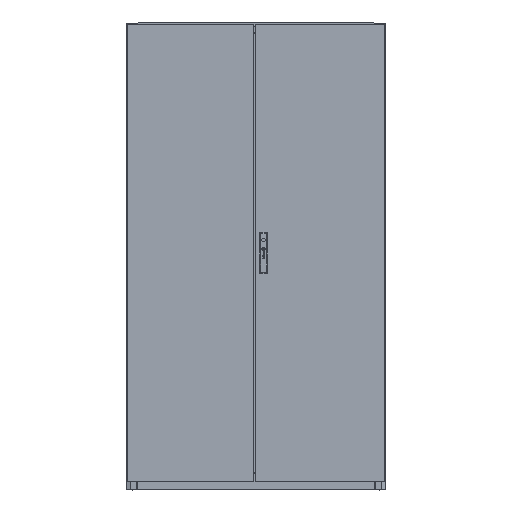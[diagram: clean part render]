
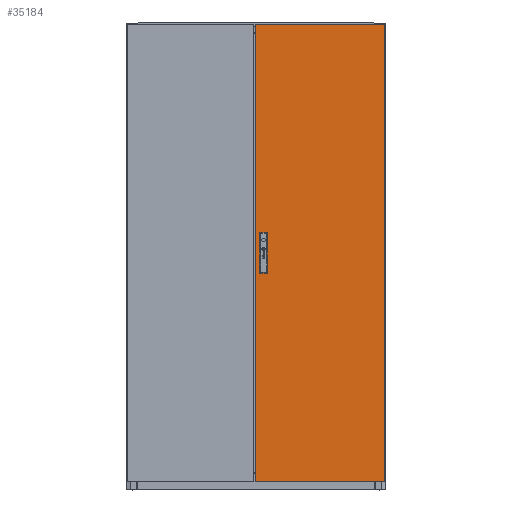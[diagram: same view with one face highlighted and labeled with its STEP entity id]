
A CAD part, top view. The second image highlights one B-rep face of the part: STEP entity #35184.
In plain terms, the highlighted planar face has unit normal (0, 0, 1).
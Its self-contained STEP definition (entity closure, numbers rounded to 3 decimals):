
#287 = DIRECTION ( 'NONE',  ( 1., 0., 0. ) ) ;
#1215 = DIRECTION ( 'NONE',  ( -1., 0., 0. ) ) ;
#2664 = CARTESIAN_POINT ( 'NONE',  ( -202.8, 78.5, 0. ) ) ;
#4420 = FACE_BOUND ( 'NONE', #64564, .T. ) ;
#5073 = CARTESIAN_POINT ( 'NONE',  ( -233.2, -78.5, 0. ) ) ;
#6418 = DIRECTION ( 'NONE',  ( 0., 1., 0. ) ) ;
#9257 = ORIENTED_EDGE ( 'NONE', *, *, #136630, .T. ) ;
#12052 = LINE ( 'NONE', #14266, #66780 ) ;
#14266 = CARTESIAN_POINT ( 'NONE',  ( -250., 883.5, 0. ) ) ;
#15218 = PLANE ( 'NONE',  #80494 ) ;
#16695 = EDGE_CURVE ( 'NONE', #91645, #26645, #117301, .T. ) ;
#16715 = VERTEX_POINT ( 'NONE', #2664 ) ;
#16775 = VECTOR ( 'NONE', #21178, 1000. ) ;
#20808 = VECTOR ( 'NONE', #287, 1000. ) ;
#21178 = DIRECTION ( 'NONE',  ( 1., 0., 0. ) ) ;
#22054 = LINE ( 'NONE', #82563, #106141 ) ;
#24656 = VERTEX_POINT ( 'NONE', #93100 ) ;
#26645 = VERTEX_POINT ( 'NONE', #5073 ) ;
#26820 = LINE ( 'NONE', #77269, #140066 ) ;
#28853 = ORIENTED_EDGE ( 'NONE', *, *, #42611, .T. ) ;
#29706 = CARTESIAN_POINT ( 'NONE',  ( -250., 883.5, 0. ) ) ;
#32719 = CARTESIAN_POINT ( 'NONE',  ( -250., -883.5, 0. ) ) ;
#35184 = ADVANCED_FACE ( 'NONE', ( #117642, #4420 ), #15218, .T. ) ;
#36722 = CARTESIAN_POINT ( 'NONE',  ( 0., 0., 0. ) ) ;
#39548 = VERTEX_POINT ( 'NONE', #94241 ) ;
#40585 = VERTEX_POINT ( 'NONE', #29706 ) ;
#42611 = EDGE_CURVE ( 'NONE', #39548, #40585, #26820, .T. ) ;
#45745 = CARTESIAN_POINT ( 'NONE',  ( -202.8, 0., 0. ) ) ;
#46199 = DIRECTION ( 'NONE',  ( 0., -1., 0. ) ) ;
#48168 = DIRECTION ( 'NONE',  ( 1., 0., 0. ) ) ;
#53323 = LINE ( 'NONE', #98026, #20808 ) ;
#54229 = CARTESIAN_POINT ( 'NONE',  ( -233.2, 78.5, 0. ) ) ;
#56804 = DIRECTION ( 'NONE',  ( 0., -1., 0. ) ) ;
#58909 = VECTOR ( 'NONE', #46199, 1000. ) ;
#62647 = LINE ( 'NONE', #127181, #121107 ) ;
#64564 = EDGE_LOOP ( 'NONE', ( #109184, #108502, #89163, #74004 ) ) ;
#66780 = VECTOR ( 'NONE', #90994, 1000. ) ;
#68006 = VECTOR ( 'NONE', #56804, 1000. ) ;
#70163 = ORIENTED_EDGE ( 'NONE', *, *, #110549, .T. ) ;
#74004 = ORIENTED_EDGE ( 'NONE', *, *, #123530, .F. ) ;
#75715 = CARTESIAN_POINT ( 'NONE',  ( -250., -883.5, 0. ) ) ;
#77269 = CARTESIAN_POINT ( 'NONE',  ( -250., 883.5, 0. ) ) ;
#78425 = LINE ( 'NONE', #75715, #16775 ) ;
#79019 = ORIENTED_EDGE ( 'NONE', *, *, #97592, .T. ) ;
#80494 = AXIS2_PLACEMENT_3D ( 'NONE', #36722, #113962, #48168 ) ;
#82563 = CARTESIAN_POINT ( 'NONE',  ( -233.2, -78.5, 0. ) ) ;
#86755 = VERTEX_POINT ( 'NONE', #123281 ) ;
#89163 = ORIENTED_EDGE ( 'NONE', *, *, #105562, .T. ) ;
#90994 = DIRECTION ( 'NONE',  ( 0., -1., 0. ) ) ;
#91645 = VERTEX_POINT ( 'NONE', #54229 ) ;
#92892 = EDGE_CURVE ( 'NONE', #91645, #16715, #53323, .T. ) ;
#93100 = CARTESIAN_POINT ( 'NONE',  ( 250., -883.5, 0. ) ) ;
#93660 = DIRECTION ( 'NONE',  ( 1., 0., 0. ) ) ;
#94241 = CARTESIAN_POINT ( 'NONE',  ( 250., 883.5, 0. ) ) ;
#95840 = EDGE_LOOP ( 'NONE', ( #9257, #28853, #79019, #70163 ) ) ;
#97592 = EDGE_CURVE ( 'NONE', #40585, #136884, #12052, .T. ) ;
#98026 = CARTESIAN_POINT ( 'NONE',  ( -233.2, 78.5, 0. ) ) ;
#105562 = EDGE_CURVE ( 'NONE', #16715, #86755, #129980, .T. ) ;
#106141 = VECTOR ( 'NONE', #93660, 1000. ) ;
#108502 = ORIENTED_EDGE ( 'NONE', *, *, #92892, .T. ) ;
#109184 = ORIENTED_EDGE ( 'NONE', *, *, #16695, .F. ) ;
#110549 = EDGE_CURVE ( 'NONE', #136884, #24656, #78425, .T. ) ;
#111516 = CARTESIAN_POINT ( 'NONE',  ( -233.2, 0., 0. ) ) ;
#113962 = DIRECTION ( 'NONE',  ( 0., 0., 1. ) ) ;
#117301 = LINE ( 'NONE', #111516, #58909 ) ;
#117642 = FACE_OUTER_BOUND ( 'NONE', #95840, .T. ) ;
#121107 = VECTOR ( 'NONE', #6418, 1000. ) ;
#123281 = CARTESIAN_POINT ( 'NONE',  ( -202.8, -78.5, 0. ) ) ;
#123530 = EDGE_CURVE ( 'NONE', #26645, #86755, #22054, .T. ) ;
#127181 = CARTESIAN_POINT ( 'NONE',  ( 250., 883.5, 0. ) ) ;
#129980 = LINE ( 'NONE', #45745, #68006 ) ;
#136630 = EDGE_CURVE ( 'NONE', #24656, #39548, #62647, .T. ) ;
#136884 = VERTEX_POINT ( 'NONE', #32719 ) ;
#140066 = VECTOR ( 'NONE', #1215, 1000. ) ;
